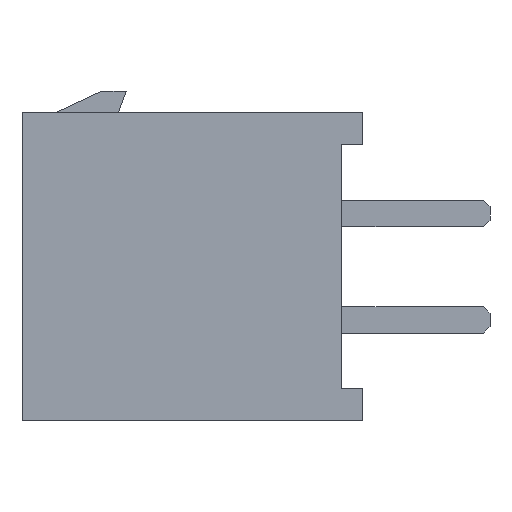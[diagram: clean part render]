
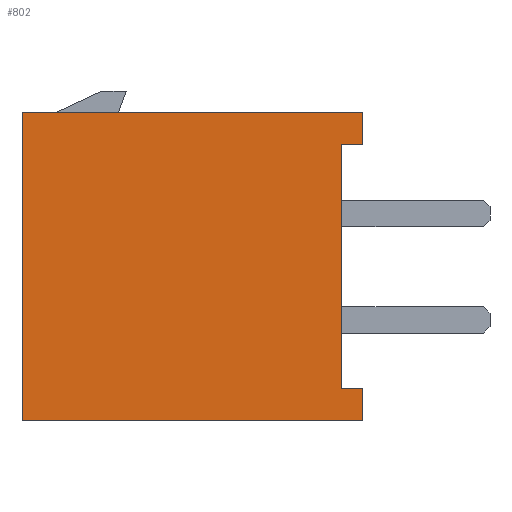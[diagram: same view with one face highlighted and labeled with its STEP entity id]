
A CAD part, left-side view. The second image highlights one B-rep face of the part: STEP entity #802.
In plain terms, the highlighted planar face has unit normal (-1, 0, 0).
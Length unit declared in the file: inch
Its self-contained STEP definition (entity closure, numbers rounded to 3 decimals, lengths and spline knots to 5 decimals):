
#802 = ADVANCED_FACE( '', ( #1687 ), #1688, .F. );
#1687 = FACE_OUTER_BOUND( '', #2659, .T. );
#1688 = PLANE( '', #2660 );
#2659 = EDGE_LOOP( '', ( #5084, #5085, #5086, #5087, #5088, #5089, #5090, #5091 ) );
#2660 = AXIS2_PLACEMENT_3D( '', #5092, #5093, #5094 );
#5084 = ORIENTED_EDGE( '', *, *, #6799, .F. );
#5085 = ORIENTED_EDGE( '', *, *, #7170, .F. );
#5086 = ORIENTED_EDGE( '', *, *, #7125, .F. );
#5087 = ORIENTED_EDGE( '', *, *, #6929, .F. );
#5088 = ORIENTED_EDGE( '', *, *, #6190, .F. );
#5089 = ORIENTED_EDGE( '', *, *, #6619, .F. );
#5090 = ORIENTED_EDGE( '', *, *, #7171, .F. );
#5091 = ORIENTED_EDGE( '', *, *, #7172, .F. );
#5092 = CARTESIAN_POINT( '', ( -0.33, 0., 0. ) );
#5093 = DIRECTION( '', ( 1., 0., 0. ) );
#5094 = DIRECTION( '', ( 0., 0., -1. ) );
#6190 = EDGE_CURVE( '', #7498, #7500, #7501, .T. );
#6619 = EDGE_CURVE( '', #8218, #7498, #8220, .T. );
#6799 = EDGE_CURVE( '', #8504, #8506, #8507, .T. );
#6929 = EDGE_CURVE( '', #7500, #8700, #8701, .T. );
#7125 = EDGE_CURVE( '', #8700, #8969, #8970, .T. );
#7170 = EDGE_CURVE( '', #8969, #8504, #9025, .T. );
#7171 = EDGE_CURVE( '', #9026, #8218, #9027, .T. );
#7172 = EDGE_CURVE( '', #8506, #9026, #9028, .T. );
#7498 = VERTEX_POINT( '', #9426 );
#7500 = VERTEX_POINT( '', #9429 );
#7501 = LINE( '', #9430, #9431 );
#8218 = VERTEX_POINT( '', #10493 );
#8220 = LINE( '', #10496, #10497 );
#8504 = VERTEX_POINT( '', #10932 );
#8506 = VERTEX_POINT( '', #10935 );
#8507 = LINE( '', #10936, #10937 );
#8700 = VERTEX_POINT( '', #11231 );
#8701 = LINE( '', #11232, #11233 );
#8969 = VERTEX_POINT( '', #11646 );
#8970 = LINE( '', #11647, #11648 );
#9025 = LINE( '', #11733, #11734 );
#9026 = VERTEX_POINT( '', #11735 );
#9027 = LINE( '', #11736, #11737 );
#9028 = LINE( '', #11738, #11739 );
#9426 = CARTESIAN_POINT( '', ( -0.33, 0.02, 0.115 ) );
#9429 = CARTESIAN_POINT( '', ( -0.33, 0.02, -0.115 ) );
#9430 = CARTESIAN_POINT( '', ( -0.33, 0.02, 0.115 ) );
#9431 = VECTOR( '', #12095, 39.37008 );
#10493 = CARTESIAN_POINT( '', ( -0.33, 0., 0.115 ) );
#10496 = CARTESIAN_POINT( '', ( -0.33, 0., 0.115 ) );
#10497 = VECTOR( '', #12442, 39.37008 );
#10932 = CARTESIAN_POINT( '', ( -0.33, 0.32, -0.145 ) );
#10935 = CARTESIAN_POINT( '', ( -0.33, 0.32, 0.145 ) );
#10936 = CARTESIAN_POINT( '', ( -0.33, 0.32, -0.145 ) );
#10937 = VECTOR( '', #12595, 39.37008 );
#11231 = CARTESIAN_POINT( '', ( -0.33, 0., -0.115 ) );
#11232 = CARTESIAN_POINT( '', ( -0.33, 0.02, -0.115 ) );
#11233 = VECTOR( '', #12697, 39.37008 );
#11646 = CARTESIAN_POINT( '', ( -0.33, 0., -0.145 ) );
#11647 = CARTESIAN_POINT( '', ( -0.33, 0., -0.115 ) );
#11648 = VECTOR( '', #12843, 39.37008 );
#11733 = CARTESIAN_POINT( '', ( -0.33, 0., -0.145 ) );
#11734 = VECTOR( '', #12874, 39.37008 );
#11735 = CARTESIAN_POINT( '', ( -0.33, 0., 0.145 ) );
#11736 = CARTESIAN_POINT( '', ( -0.33, 0., 0.145 ) );
#11737 = VECTOR( '', #12875, 39.37008 );
#11738 = CARTESIAN_POINT( '', ( -0.33, 0.32, 0.145 ) );
#11739 = VECTOR( '', #12876, 39.37008 );
#12095 = DIRECTION( '', ( 0., 0., -1. ) );
#12442 = DIRECTION( '', ( 0., 1., 0. ) );
#12595 = DIRECTION( '', ( 0., 0., 1. ) );
#12697 = DIRECTION( '', ( 0., -1., 0. ) );
#12843 = DIRECTION( '', ( 0., 0., -1. ) );
#12874 = DIRECTION( '', ( 0., 1., 0. ) );
#12875 = DIRECTION( '', ( 0., 0., -1. ) );
#12876 = DIRECTION( '', ( 0., -1., 0. ) );
